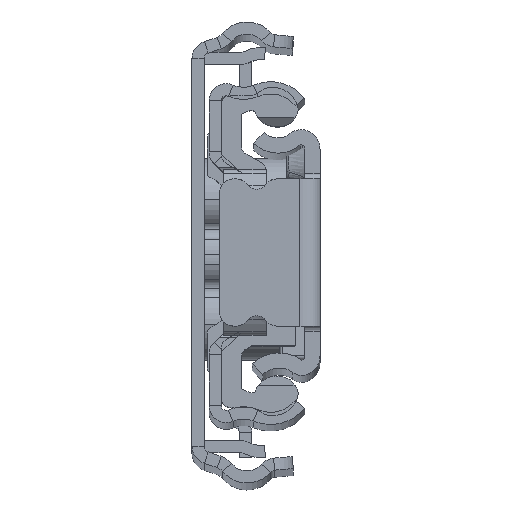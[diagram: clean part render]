
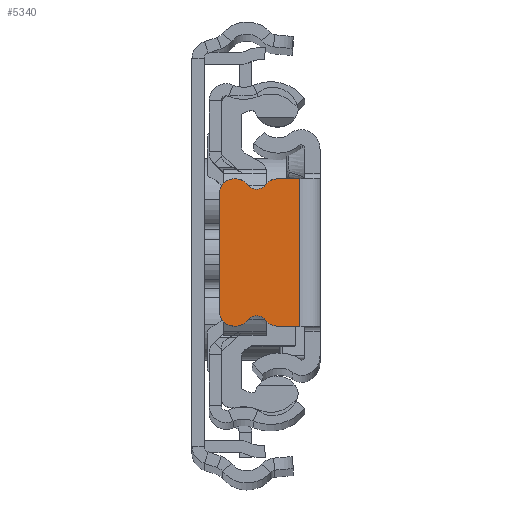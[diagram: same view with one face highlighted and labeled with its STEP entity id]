
A CAD part, top view. The second image highlights one B-rep face of the part: STEP entity #5340.
In plain terms, the highlighted planar face has unit normal (0, 0, 1).
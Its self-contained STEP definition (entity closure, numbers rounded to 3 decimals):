
#478 = EDGE_CURVE ( 'NONE', #8440, #10042, #9299, .T. ) ;
#650 = CARTESIAN_POINT ( 'NONE',  ( -4.218, -5.8, 0. ) ) ;
#902 = VERTEX_POINT ( 'NONE', #11795 ) ;
#1506 = VERTEX_POINT ( 'NONE', #6610 ) ;
#1627 = PLANE ( 'NONE',  #15252 ) ;
#1660 = CARTESIAN_POINT ( 'NONE',  ( -10., 5.8, 0. ) ) ;
#1804 = DIRECTION ( 'NONE',  ( 1., 0., 0. ) ) ;
#2154 = CARTESIAN_POINT ( 'NONE',  ( -6.29, -7.37, 0. ) ) ;
#2488 = LINE ( 'NONE', #22682, #3285 ) ;
#2685 = CARTESIAN_POINT ( 'NONE',  ( 0., 7.3, 0. ) ) ;
#3196 = VERTEX_POINT ( 'NONE', #23058 ) ;
#3285 = VECTOR ( 'NONE', #14259, 1000. ) ;
#4047 = VECTOR ( 'NONE', #10106, 1000. ) ;
#4582 = LINE ( 'NONE', #20571, #22769 ) ;
#4891 = CARTESIAN_POINT ( 'NONE',  ( -5.413, 6.706, 0. ) ) ;
#5002 = CARTESIAN_POINT ( 'NONE',  ( -2., -7.3, 0. ) ) ;
#5091 = VERTEX_POINT ( 'NONE', #24196 ) ;
#5340 = ADVANCED_FACE ( 'NONE', ( #25490 ), #1627, .F. ) ;
#5374 = ORIENTED_EDGE ( 'NONE', *, *, #25761, .T. ) ;
#5415 = CARTESIAN_POINT ( 'NONE',  ( -2., -7.3, 0. ) ) ;
#5576 = DIRECTION ( 'NONE',  ( 0., 0., 1. ) ) ;
#5829 = CARTESIAN_POINT ( 'NONE',  ( -4.218, 5.8, 0. ) ) ;
#6350 = AXIS2_PLACEMENT_3D ( 'NONE', #23526, #17566, #25091 ) ;
#6591 = EDGE_CURVE ( 'NONE', #902, #17880, #13725, .T. ) ;
#6610 = CARTESIAN_POINT ( 'NONE',  ( -8.362, -7.3, 0. ) ) ;
#7803 = DIRECTION ( 'NONE',  ( -1., 0., 0. ) ) ;
#8197 = ORIENTED_EDGE ( 'NONE', *, *, #478, .F. ) ;
#8272 = ORIENTED_EDGE ( 'NONE', *, *, #15979, .T. ) ;
#8440 = VERTEX_POINT ( 'NONE', #17654 ) ;
#8602 = DIRECTION ( 'NONE',  ( 0., 0., 1. ) ) ;
#8732 = CARTESIAN_POINT ( 'NONE',  ( -8.5, -5.8, 0. ) ) ;
#9046 = ORIENTED_EDGE ( 'NONE', *, *, #23611, .T. ) ;
#9254 = ORIENTED_EDGE ( 'NONE', *, *, #22205, .T. ) ;
#9299 = CIRCLE ( 'NONE', #20189, 1.1 ) ;
#10042 = VERTEX_POINT ( 'NONE', #23448 ) ;
#10106 = DIRECTION ( 'NONE',  ( 0., -1., 0. ) ) ;
#10278 = VERTEX_POINT ( 'NONE', #14491 ) ;
#10291 = ORIENTED_EDGE ( 'NONE', *, *, #11071, .T. ) ;
#10316 = VECTOR ( 'NONE', #1804, 1000. ) ;
#10492 = EDGE_CURVE ( 'NONE', #11184, #1506, #21586, .T. ) ;
#10498 = CIRCLE ( 'NONE', #23116, 1.5 ) ;
#10595 = CARTESIAN_POINT ( 'NONE',  ( -4.218, -7.3, 0. ) ) ;
#10627 = ORIENTED_EDGE ( 'NONE', *, *, #25279, .T. ) ;
#10963 = CIRCLE ( 'NONE', #6350, 1.5 ) ;
#11071 = EDGE_CURVE ( 'NONE', #24378, #14587, #4582, .T. ) ;
#11083 = AXIS2_PLACEMENT_3D ( 'NONE', #17243, #5576, #7803 ) ;
#11184 = VERTEX_POINT ( 'NONE', #17285 ) ;
#11795 = CARTESIAN_POINT ( 'NONE',  ( -7.167, 6.706, 0. ) ) ;
#11841 = ORIENTED_EDGE ( 'NONE', *, *, #22134, .T. ) ;
#12038 = EDGE_LOOP ( 'NONE', ( #9254, #24057, #5374, #9046, #17220, #22018, #8197, #11841, #10291, #22439, #10627, #8272, #19734, #17109 ) ) ;
#12415 = DIRECTION ( 'NONE',  ( 0., 0., 1. ) ) ;
#12613 = VERTEX_POINT ( 'NONE', #15472 ) ;
#12781 = VECTOR ( 'NONE', #18518, 1000. ) ;
#13250 = LINE ( 'NONE', #5002, #17412 ) ;
#13725 = CIRCLE ( 'NONE', #23838, 1.1 ) ;
#14038 = LINE ( 'NONE', #24048, #4047 ) ;
#14071 = LINE ( 'NONE', #2685, #12781 ) ;
#14259 = DIRECTION ( 'NONE',  ( -1., 0., 0. ) ) ;
#14491 = CARTESIAN_POINT ( 'NONE',  ( -8.5, 7.3, 0. ) ) ;
#14587 = VERTEX_POINT ( 'NONE', #5415 ) ;
#14621 = DIRECTION ( 'NONE',  ( -1., 0., 0. ) ) ;
#14960 = EDGE_CURVE ( 'NONE', #25119, #14587, #13250, .T. ) ;
#15252 = AXIS2_PLACEMENT_3D ( 'NONE', #15618, #23667, #17972 ) ;
#15400 = AXIS2_PLACEMENT_3D ( 'NONE', #650, #12415, #16485 ) ;
#15472 = CARTESIAN_POINT ( 'NONE',  ( -10., -5.8, 0. ) ) ;
#15572 = AXIS2_PLACEMENT_3D ( 'NONE', #5829, #15670, #15802 ) ;
#15618 = CARTESIAN_POINT ( 'NONE',  ( 0., 0., 0. ) ) ;
#15670 = DIRECTION ( 'NONE',  ( 0., 0., 1. ) ) ;
#15802 = DIRECTION ( 'NONE',  ( -1., 0., 0. ) ) ;
#15870 = EDGE_CURVE ( 'NONE', #1506, #10042, #10498, .T. ) ;
#15979 = EDGE_CURVE ( 'NONE', #3196, #17880, #20610, .T. ) ;
#16143 = DIRECTION ( 'NONE',  ( 0., 0., 1. ) ) ;
#16192 = EDGE_CURVE ( 'NONE', #10278, #17651, #10963, .T. ) ;
#16485 = DIRECTION ( 'NONE',  ( -1., 0., 0. ) ) ;
#17109 = ORIENTED_EDGE ( 'NONE', *, *, #24696, .T. ) ;
#17220 = ORIENTED_EDGE ( 'NONE', *, *, #10492, .T. ) ;
#17243 = CARTESIAN_POINT ( 'NONE',  ( -8.362, 5.8, 0. ) ) ;
#17285 = CARTESIAN_POINT ( 'NONE',  ( -8.5, -7.3, 0. ) ) ;
#17380 = CARTESIAN_POINT ( 'NONE',  ( -8.362, -5.8, 0. ) ) ;
#17412 = VECTOR ( 'NONE', #23521, 1000. ) ;
#17566 = DIRECTION ( 'NONE',  ( 0., 0., 1. ) ) ;
#17651 = VERTEX_POINT ( 'NONE', #1660 ) ;
#17654 = CARTESIAN_POINT ( 'NONE',  ( -5.413, -6.706, 0. ) ) ;
#17880 = VERTEX_POINT ( 'NONE', #4891 ) ;
#17972 = DIRECTION ( 'NONE',  ( -1., 0., 0. ) ) ;
#18518 = DIRECTION ( 'NONE',  ( -1., 0., 0. ) ) ;
#19716 = DIRECTION ( 'NONE',  ( 1., 0., 0. ) ) ;
#19734 = ORIENTED_EDGE ( 'NONE', *, *, #6591, .F. ) ;
#19747 = CARTESIAN_POINT ( 'NONE',  ( 0., -7.3, 0. ) ) ;
#19911 = CIRCLE ( 'NONE', #11083, 1.5 ) ;
#19953 = DIRECTION ( 'NONE',  ( 0., 0., 1. ) ) ;
#20189 = AXIS2_PLACEMENT_3D ( 'NONE', #2154, #16143, #25644 ) ;
#20435 = CIRCLE ( 'NONE', #15400, 1.5 ) ;
#20571 = CARTESIAN_POINT ( 'NONE',  ( 0., -7.3, 0. ) ) ;
#20610 = CIRCLE ( 'NONE', #15572, 1.5 ) ;
#21199 = DIRECTION ( 'NONE',  ( -1., 0., 0. ) ) ;
#21586 = LINE ( 'NONE', #19747, #10316 ) ;
#21620 = CIRCLE ( 'NONE', #23744, 1.5 ) ;
#22018 = ORIENTED_EDGE ( 'NONE', *, *, #15870, .T. ) ;
#22134 = EDGE_CURVE ( 'NONE', #8440, #24378, #20435, .T. ) ;
#22205 = EDGE_CURVE ( 'NONE', #5091, #10278, #2488, .T. ) ;
#22439 = ORIENTED_EDGE ( 'NONE', *, *, #14960, .F. ) ;
#22682 = CARTESIAN_POINT ( 'NONE',  ( 0., 7.3, 0. ) ) ;
#22769 = VECTOR ( 'NONE', #19716, 1000. ) ;
#22925 = DIRECTION ( 'NONE',  ( 0., 0., 1. ) ) ;
#23058 = CARTESIAN_POINT ( 'NONE',  ( -4.218, 7.3, 0. ) ) ;
#23116 = AXIS2_PLACEMENT_3D ( 'NONE', #17380, #22925, #21199 ) ;
#23448 = CARTESIAN_POINT ( 'NONE',  ( -7.167, -6.706, 0. ) ) ;
#23521 = DIRECTION ( 'NONE',  ( 0., -1., 0. ) ) ;
#23526 = CARTESIAN_POINT ( 'NONE',  ( -8.5, 5.8, 0. ) ) ;
#23611 = EDGE_CURVE ( 'NONE', #12613, #11184, #21620, .T. ) ;
#23656 = DIRECTION ( 'NONE',  ( 1., 0., 0. ) ) ;
#23667 = DIRECTION ( 'NONE',  ( 0., 0., -1. ) ) ;
#23744 = AXIS2_PLACEMENT_3D ( 'NONE', #8732, #8602, #14621 ) ;
#23838 = AXIS2_PLACEMENT_3D ( 'NONE', #24028, #19953, #23656 ) ;
#24028 = CARTESIAN_POINT ( 'NONE',  ( -6.29, 7.37, 0. ) ) ;
#24048 = CARTESIAN_POINT ( 'NONE',  ( -10., 0., 0. ) ) ;
#24057 = ORIENTED_EDGE ( 'NONE', *, *, #16192, .T. ) ;
#24196 = CARTESIAN_POINT ( 'NONE',  ( -8.362, 7.3, 0. ) ) ;
#24378 = VERTEX_POINT ( 'NONE', #10595 ) ;
#24696 = EDGE_CURVE ( 'NONE', #902, #5091, #19911, .T. ) ;
#25091 = DIRECTION ( 'NONE',  ( -1., 0., 0. ) ) ;
#25119 = VERTEX_POINT ( 'NONE', #25916 ) ;
#25279 = EDGE_CURVE ( 'NONE', #25119, #3196, #14071, .T. ) ;
#25490 = FACE_OUTER_BOUND ( 'NONE', #12038, .T. ) ;
#25644 = DIRECTION ( 'NONE',  ( -1., 0., 0. ) ) ;
#25761 = EDGE_CURVE ( 'NONE', #17651, #12613, #14038, .T. ) ;
#25916 = CARTESIAN_POINT ( 'NONE',  ( -2., 7.3, 0. ) ) ;
